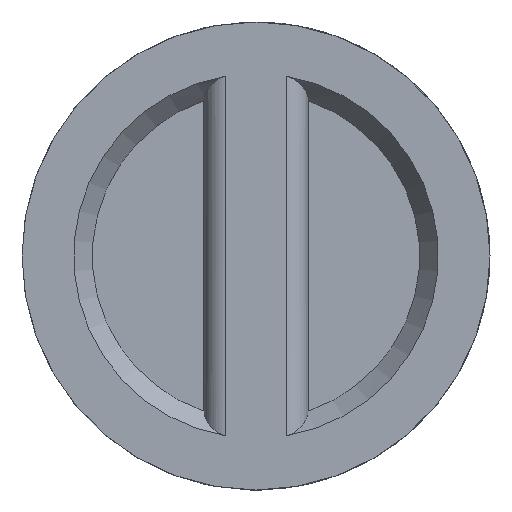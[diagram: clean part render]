
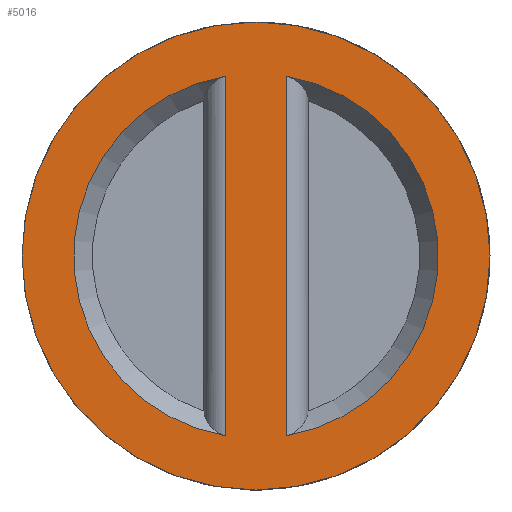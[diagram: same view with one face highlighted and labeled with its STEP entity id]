
A CAD part, left-side view. The second image highlights one B-rep face of the part: STEP entity #5016.
In plain terms, the highlighted planar face has unit normal (-1, 0, 0).
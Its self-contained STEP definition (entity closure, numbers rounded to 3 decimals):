
#4962=CARTESIAN_POINT('',(0.0,239.75,0.0));
#4963=DIRECTION('',(-1.0,0.0,0.0));
#4964=DIRECTION('',(0.0,0.0,1.0));
#4965=AXIS2_PLACEMENT_3D('',#4962,#4963,#4964);
#4966=PLANE('',#4965);
#4967=CARTESIAN_POINT('',(0.0,269.5,0.0));
#4968=VERTEX_POINT('',#4967);
#4969=CARTESIAN_POINT('',(0.0,0.0,0.0));
#4970=DIRECTION('',(1.0,0.0,0.0));
#4971=DIRECTION('',(0.0,1.0,0.0));
#4972=AXIS2_PLACEMENT_3D('',#4969,#4970,#4971);
#4973=CIRCLE('',#4972,269.5);
#4974=EDGE_CURVE('',#4968,#4968,#4973,.T.);
#4975=ORIENTED_EDGE('',*,*,#4974,.F.);
#4976=EDGE_LOOP('',(#4975));
#4977=FACE_OUTER_BOUND('',#4976,.T.);
#4978=CARTESIAN_POINT('',(0.0,35.0,-207.063));
#4979=VERTEX_POINT('',#4978);
#4980=CARTESIAN_POINT('',(0.0,35.0,207.063));
#4981=VERTEX_POINT('',#4980);
#4982=CARTESIAN_POINT('',(0.0,0.0,0.0));
#4983=DIRECTION('',(1.0,0.0,0.0));
#4984=DIRECTION('',(0.0,1.0,0.0));
#4985=AXIS2_PLACEMENT_3D('',#4982,#4983,#4984);
#4986=CIRCLE('',#4985,210.0);
#4987=EDGE_CURVE('',#4979,#4981,#4986,.T.);
#4988=ORIENTED_EDGE('',*,*,#4987,.T.);
#4989=CARTESIAN_POINT('',(0.0,35.0,-207.063));
#4990=DIRECTION('',(0.0,0.0,1.0));
#4991=VECTOR('',#4990,414.126);
#4992=LINE('',#4989,#4991);
#4993=EDGE_CURVE('',#4979,#4981,#4992,.T.);
#4994=ORIENTED_EDGE('',*,*,#4993,.F.);
#4995=EDGE_LOOP('',(#4988,#4994));
#4996=FACE_BOUND('',#4995,.T.);
#4997=CARTESIAN_POINT('',(0.0,-35.0,-207.063));
#4998=VERTEX_POINT('',#4997);
#4999=CARTESIAN_POINT('',(0.0,-35.0,207.063));
#5000=VERTEX_POINT('',#4999);
#5001=CARTESIAN_POINT('',(0.,-35.0,-207.063));
#5002=DIRECTION('',(0.0,0.0,1.0));
#5003=VECTOR('',#5002,414.126);
#5004=LINE('',#5001,#5003);
#5005=EDGE_CURVE('',#4998,#5000,#5004,.T.);
#5006=ORIENTED_EDGE('',*,*,#5005,.T.);
#5007=CARTESIAN_POINT('',(0.0,0.0,0.0));
#5008=DIRECTION('',(1.0,0.0,0.0));
#5009=DIRECTION('',(0.0,1.0,0.0));
#5010=AXIS2_PLACEMENT_3D('',#5007,#5008,#5009);
#5011=CIRCLE('',#5010,210.0);
#5012=EDGE_CURVE('',#5000,#4998,#5011,.T.);
#5013=ORIENTED_EDGE('',*,*,#5012,.T.);
#5014=EDGE_LOOP('',(#5006,#5013));
#5015=FACE_BOUND('',#5014,.T.);
#5016=ADVANCED_FACE('',(#4977,#4996,#5015),#4966,.T.);
